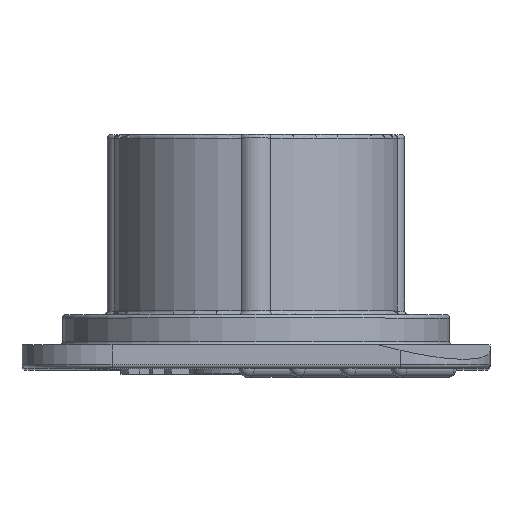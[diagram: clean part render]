
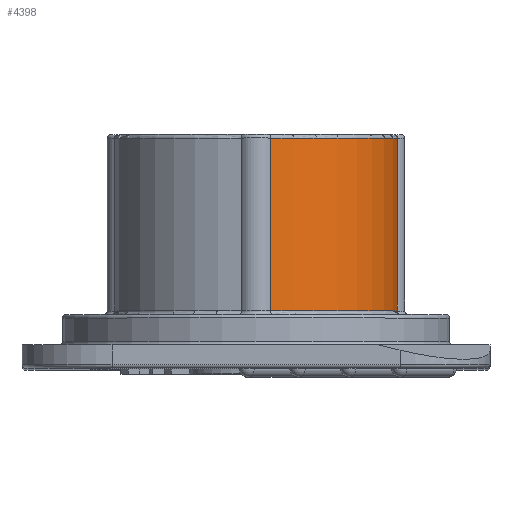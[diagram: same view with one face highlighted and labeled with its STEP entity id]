
A CAD part, top view. The second image highlights one B-rep face of the part: STEP entity #4398.
In plain terms, the highlighted cylindrical face has radius 7.9 mm (diameter 15.8 mm), a partial arc.
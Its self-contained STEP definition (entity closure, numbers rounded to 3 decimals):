
#1047=CARTESIAN_POINT('',(0.,3.2,-15.));
#1048=DIRECTION('',(0.,-1.,0.));
#1049=DIRECTION('',(0.995,0.,0.103));
#1050=AXIS2_PLACEMENT_3D('',#1047,#1048,#1049);
#1099=CARTESIAN_POINT('',(0.,12.8,-15.));
#1100=DIRECTION('',(0.,-1.,0.));
#1101=DIRECTION('',(0.995,0.,0.103));
#1102=AXIS2_PLACEMENT_3D('',#1099,#1100,#1101);
#1104=DIRECTION('',(0.,1.,0.));
#1105=VECTOR('',#1104,9.6);
#1106=CARTESIAN_POINT('',(7.858,3.2,-14.188));
#1107=LINE('',#1106,#1105);
#1108=DIRECTION('',(0.,1.,0.));
#1109=VECTOR('',#1108,9.6);
#1110=CARTESIAN_POINT('',(0.812,3.2,-7.142));
#1111=LINE('',#1110,#1109);
#2801=CARTESIAN_POINT('',(7.858,3.2,-14.188));
#2802=CARTESIAN_POINT('',(0.812,3.2,-7.142));
#2803=VERTEX_POINT('',#2801);
#2804=VERTEX_POINT('',#2802);
#3241=CARTESIAN_POINT('',(7.858,12.8,-14.188));
#3242=VERTEX_POINT('',#3241);
#3247=CARTESIAN_POINT('',(0.812,12.8,-7.142));
#3248=VERTEX_POINT('',#3247);
#4384=CARTESIAN_POINT('',(0.,0.,-15.));
#4385=DIRECTION('',(0.,1.,0.));
#4386=DIRECTION('',(1.,0.,0.));
#4387=AXIS2_PLACEMENT_3D('',#4384,#4385,#4386);
#4388=CYLINDRICAL_SURFACE('',#4387,7.9);
#4390=ORIENTED_EDGE('',*,*,#4389,.F.);
#4392=ORIENTED_EDGE('',*,*,#4391,.F.);
#4393=ORIENTED_EDGE('',*,*,#4342,.T.);
#4395=ORIENTED_EDGE('',*,*,#4394,.T.);
#4396=EDGE_LOOP('',(#4390,#4392,#4393,#4395));
#4397=FACE_OUTER_BOUND('',#4396,.F.);
#4398=ADVANCED_FACE('',(#4397),#4388,.T.);
#1051=CIRCLE('',#1050,7.9);
#1103=CIRCLE('',#1102,7.9);
#4342=EDGE_CURVE('',#2803,#2804,#1051,.T.);
#4389=EDGE_CURVE('',#3242,#3248,#1103,.T.);
#4391=EDGE_CURVE('',#2803,#3242,#1107,.T.);
#4394=EDGE_CURVE('',#2804,#3248,#1111,.T.);
